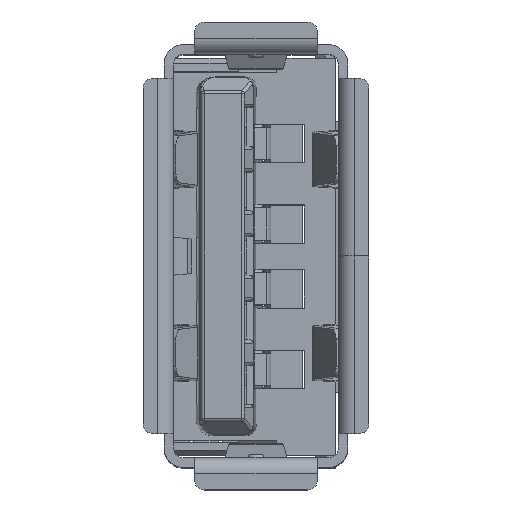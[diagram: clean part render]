
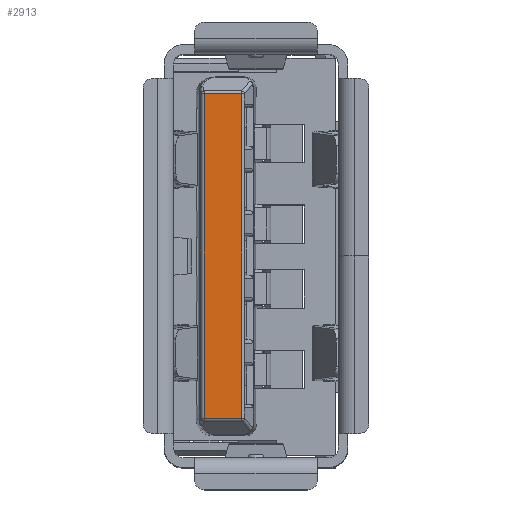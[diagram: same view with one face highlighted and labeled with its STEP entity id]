
A CAD part, top view. The second image highlights one B-rep face of the part: STEP entity #2913.
In plain terms, the highlighted planar face has unit normal (0, 0, 1).
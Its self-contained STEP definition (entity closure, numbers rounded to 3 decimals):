
#257 = CARTESIAN_POINT ( 'NONE',  ( -2.357, -5.03, 10.2 ) ) ;
#1626 = CARTESIAN_POINT ( 'NONE',  ( -1.187, 5.03, 10.2 ) ) ;
#2150 = CARTESIAN_POINT ( 'NONE',  ( 3.3, 0., 10.2 ) ) ;
#2849 = EDGE_CURVE ( 'NONE', #16858, #10653, #17871, .T. ) ;
#2913 = ADVANCED_FACE ( 'NONE', ( #21323 ), #24270, .T. ) ;
#3510 = ORIENTED_EDGE ( 'NONE', *, *, #22640, .F. ) ;
#4103 = DIRECTION ( 'NONE',  ( 0., -1., 0. ) ) ;
#4333 = CARTESIAN_POINT ( 'NONE',  ( -1.187, -5.03, 10.2 ) ) ;
#5613 = VECTOR ( 'NONE', #9171, 1000. ) ;
#9171 = DIRECTION ( 'NONE',  ( -1., 0., 0. ) ) ;
#9595 = DIRECTION ( 'NONE',  ( 0., 0., 1. ) ) ;
#9834 = DIRECTION ( 'NONE',  ( 0., 1., 0. ) ) ;
#10653 = VERTEX_POINT ( 'NONE', #257 ) ;
#12704 = EDGE_LOOP ( 'NONE', ( #16754, #28420, #18329, #3510 ) ) ;
#12841 = CARTESIAN_POINT ( 'NONE',  ( -1.187, 5.03, 10.2 ) ) ;
#14247 = VERTEX_POINT ( 'NONE', #29894 ) ;
#15622 = DIRECTION ( 'NONE',  ( 1., 0., 0. ) ) ;
#15639 = AXIS2_PLACEMENT_3D ( 'NONE', #2150, #9595, #26759 ) ;
#16124 = CARTESIAN_POINT ( 'NONE',  ( -1.187, -5.03, 10.2 ) ) ;
#16754 = ORIENTED_EDGE ( 'NONE', *, *, #27628, .F. ) ;
#16858 = VERTEX_POINT ( 'NONE', #16124 ) ;
#17871 = LINE ( 'NONE', #4333, #5613 ) ;
#18329 = ORIENTED_EDGE ( 'NONE', *, *, #27997, .F. ) ;
#18354 = VECTOR ( 'NONE', #15622, 1000. ) ;
#19531 = VECTOR ( 'NONE', #4103, 1000. ) ;
#20316 = LINE ( 'NONE', #1626, #19531 ) ;
#21323 = FACE_OUTER_BOUND ( 'NONE', #12704, .T. ) ;
#22640 = EDGE_CURVE ( 'NONE', #14247, #30461, #24891, .T. ) ;
#23794 = LINE ( 'NONE', #31807, #29598 ) ;
#24270 = PLANE ( 'NONE',  #15639 ) ;
#24891 = LINE ( 'NONE', #27352, #18354 ) ;
#26759 = DIRECTION ( 'NONE',  ( 0., 1., 0. ) ) ;
#27352 = CARTESIAN_POINT ( 'NONE',  ( -2.357, 5.03, 10.2 ) ) ;
#27628 = EDGE_CURVE ( 'NONE', #10653, #14247, #23794, .T. ) ;
#27997 = EDGE_CURVE ( 'NONE', #30461, #16858, #20316, .T. ) ;
#28420 = ORIENTED_EDGE ( 'NONE', *, *, #2849, .F. ) ;
#29598 = VECTOR ( 'NONE', #9834, 1000. ) ;
#29894 = CARTESIAN_POINT ( 'NONE',  ( -2.357, 5.03, 10.2 ) ) ;
#30461 = VERTEX_POINT ( 'NONE', #12841 ) ;
#31807 = CARTESIAN_POINT ( 'NONE',  ( -2.357, -5.03, 10.2 ) ) ;
